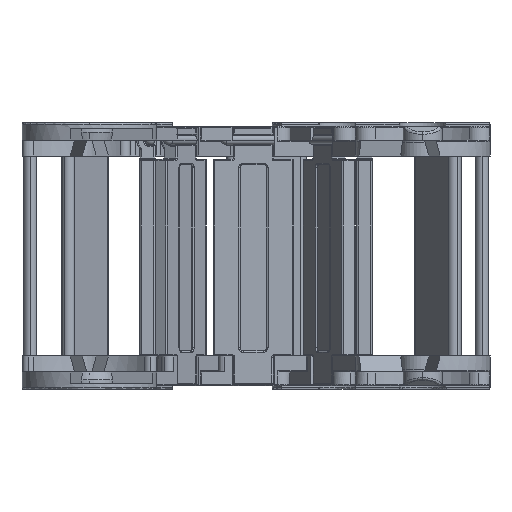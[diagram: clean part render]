
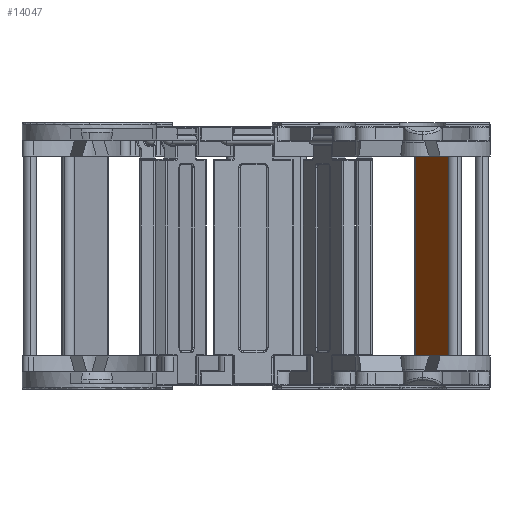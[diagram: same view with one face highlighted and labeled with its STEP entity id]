
A CAD part, left-side view. The second image highlights one B-rep face of the part: STEP entity #14047.
In plain terms, the highlighted face is planar.
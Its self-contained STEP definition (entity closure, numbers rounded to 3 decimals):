
#2360 = LINE ( 'NONE', #7147, #7329 ) ;
#3068 = EDGE_CURVE ( 'NONE', #4709, #9137, #7206, .T. ) ;
#3181 = LINE ( 'NONE', #11866, #3534 ) ;
#3387 = CARTESIAN_POINT ( 'NONE',  ( -42.408, -3.369, 52.505 ) ) ;
#3534 = VECTOR ( 'NONE', #11816, 1000. ) ;
#3607 = DIRECTION ( 'NONE',  ( 1., 0., 0. ) ) ;
#3715 = CARTESIAN_POINT ( 'NONE',  ( -41.408, -3.369, 67.505 ) ) ;
#3841 = ORIENTED_EDGE ( 'NONE', *, *, #11623, .T. ) ;
#4510 = ORIENTED_EDGE ( 'NONE', *, *, #3068, .T. ) ;
#4709 = VERTEX_POINT ( 'NONE', #8976 ) ;
#5021 = FACE_OUTER_BOUND ( 'NONE', #13834, .T. ) ;
#5055 = CARTESIAN_POINT ( 'NONE',  ( -31.408, -3.369, 37.505 ) ) ;
#5685 = DIRECTION ( 'NONE',  ( 0., -1., 0. ) ) ;
#6267 = VERTEX_POINT ( 'NONE', #9197 ) ;
#6545 = ORIENTED_EDGE ( 'NONE', *, *, #14364, .F. ) ;
#7147 = CARTESIAN_POINT ( 'NONE',  ( -42.408, -3.369, 67.505 ) ) ;
#7206 = LINE ( 'NONE', #11539, #9705 ) ;
#7257 = VECTOR ( 'NONE', #3607, 1000. ) ;
#7329 = VECTOR ( 'NONE', #14010, 1000. ) ;
#8976 = CARTESIAN_POINT ( 'NONE',  ( -41.408, -3.369, 37.505 ) ) ;
#9137 = VERTEX_POINT ( 'NONE', #3715 ) ;
#9181 = PLANE ( 'NONE',  #9462 ) ;
#9197 = CARTESIAN_POINT ( 'NONE',  ( -31.408, -3.369, 67.505 ) ) ;
#9402 = DIRECTION ( 'NONE',  ( 0., 0., 1. ) ) ;
#9462 = AXIS2_PLACEMENT_3D ( 'NONE', #3387, #5685, #13616 ) ;
#9705 = VECTOR ( 'NONE', #9402, 1000. ) ;
#9813 = EDGE_CURVE ( 'NONE', #6267, #12182, #3181, .T. ) ;
#9946 = LINE ( 'NONE', #11540, #7257 ) ;
#10887 = ORIENTED_EDGE ( 'NONE', *, *, #9813, .T. ) ;
#11539 = CARTESIAN_POINT ( 'NONE',  ( -41.408, -3.369, 52.505 ) ) ;
#11540 = CARTESIAN_POINT ( 'NONE',  ( -42.408, -3.369, 37.505 ) ) ;
#11623 = EDGE_CURVE ( 'NONE', #9137, #6267, #2360, .T. ) ;
#11816 = DIRECTION ( 'NONE',  ( 0., 0., -1. ) ) ;
#11866 = CARTESIAN_POINT ( 'NONE',  ( -31.408, -3.369, 37.505 ) ) ;
#12182 = VERTEX_POINT ( 'NONE', #5055 ) ;
#13616 = DIRECTION ( 'NONE',  ( 1., 0., 0. ) ) ;
#13834 = EDGE_LOOP ( 'NONE', ( #4510, #3841, #10887, #6545 ) ) ;
#14010 = DIRECTION ( 'NONE',  ( 1., 0., 0. ) ) ;
#14047 = ADVANCED_FACE ( 'NONE', ( #5021 ), #9181, .F. ) ;
#14364 = EDGE_CURVE ( 'NONE', #4709, #12182, #9946, .T. ) ;
